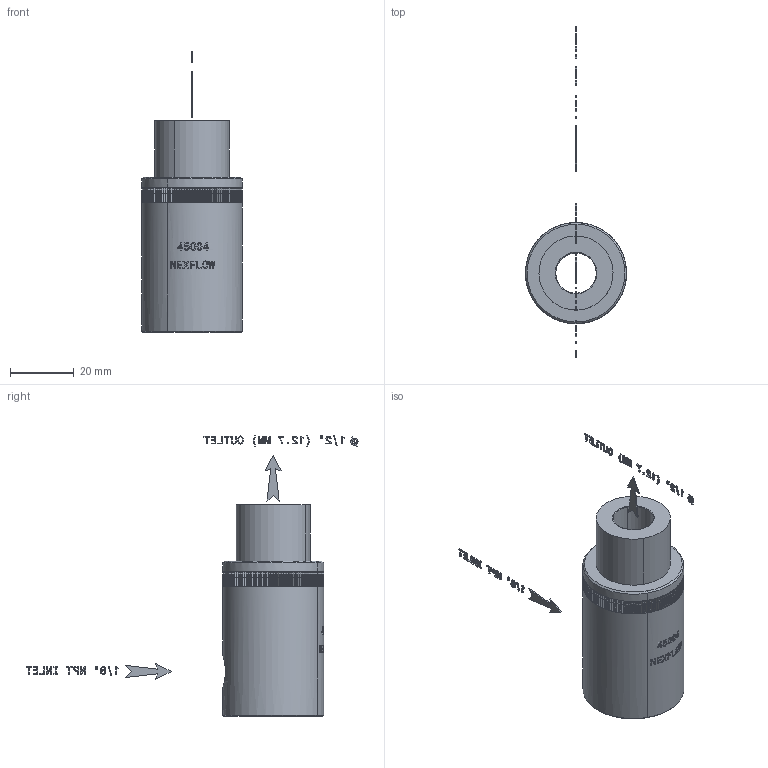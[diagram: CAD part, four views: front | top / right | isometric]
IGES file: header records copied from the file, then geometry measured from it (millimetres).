
Start section: START RECORD GO HERE.
Global section: file name: 45004.igs; native system: DASSAULT SYSTEMES CATIA V5 R20 - www.3ds.com; preprocessor: CATIA Version 5 Release 20 ; author: DESIGNENG; organization: DESIGNENG; date: 20160822.155002; units: millimetre
Bounding box: 31.75 x 104.37 x 88.08 mm (x, y, z)
Volume: 35605.9 mm3; surface area: 11296.8 mm2
Topology: 36 solids, 40 shells, 1679 faces, 4721 edges, 3145 vertices
Faces by surface type: plane 1398, revolution 279, bspline 2
